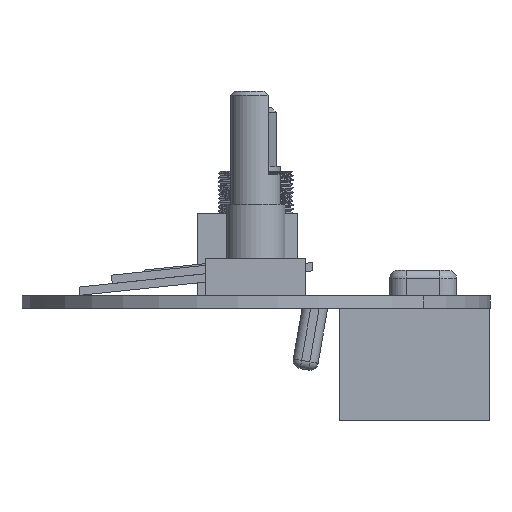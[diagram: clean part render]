
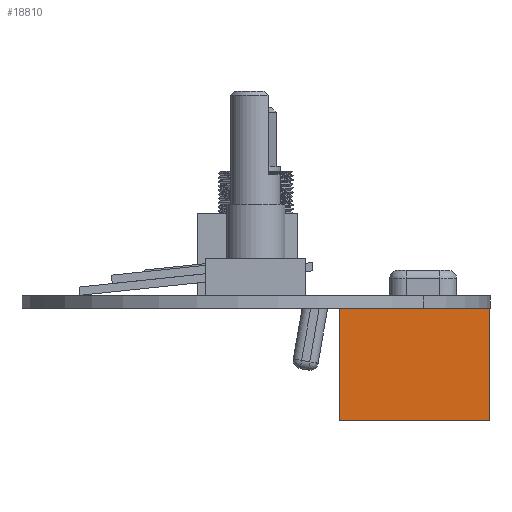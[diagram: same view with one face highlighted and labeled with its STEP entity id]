
A CAD part, left-side view. The second image highlights one B-rep face of the part: STEP entity #18810.
In plain terms, the highlighted planar face has unit normal (-1, 0, 0).
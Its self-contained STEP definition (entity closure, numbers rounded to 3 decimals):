
#2271=FACE_OUTER_BOUND('',#3462,.T.);
#3462=EDGE_LOOP('',(#12834,#12835,#12836,#12837));
#5032=LINE('',#28415,#6669);
#5033=LINE('',#28418,#6670);
#5039=LINE('',#28429,#6676);
#5040=LINE('',#28431,#6677);
#6669=VECTOR('',#22394,10.);
#6670=VECTOR('',#22397,10.);
#6676=VECTOR('',#22407,10.);
#6677=VECTOR('',#22410,10.);
#8291=VERTEX_POINT('',#28408);
#8294=VERTEX_POINT('',#28413);
#8295=VERTEX_POINT('',#28417);
#8298=VERTEX_POINT('',#28427);
#10092=EDGE_CURVE('',#8294,#8291,#5032,.T.);
#10093=EDGE_CURVE('',#8291,#8295,#5033,.T.);
#10099=EDGE_CURVE('',#8298,#8294,#5039,.T.);
#10100=EDGE_CURVE('',#8295,#8298,#5040,.T.);
#12834=ORIENTED_EDGE('',*,*,#10099,.F.);
#12835=ORIENTED_EDGE('',*,*,#10100,.F.);
#12836=ORIENTED_EDGE('',*,*,#10093,.F.);
#12837=ORIENTED_EDGE('',*,*,#10092,.F.);
#18151=PLANE('',#20153);
#18810=ADVANCED_FACE('',(#2271),#18151,.T.);
#20153=AXIS2_PLACEMENT_3D('',#28430,#22408,#22409);
#22394=DIRECTION('',(0.,-1.,0.));
#22397=DIRECTION('',(0.,0.,-1.));
#22407=DIRECTION('',(0.,0.,1.));
#22408=DIRECTION('center_axis',(-1.,0.,0.));
#22409=DIRECTION('ref_axis',(0.,1.,0.));
#22410=DIRECTION('',(0.,1.,0.));
#28408=CARTESIAN_POINT('',(52.,0.,14.348));
#28413=CARTESIAN_POINT('',(52.,18.,14.348));
#28415=CARTESIAN_POINT('',(52.,14.,14.348));
#28417=CARTESIAN_POINT('',(52.,0.,0.9));
#28418=CARTESIAN_POINT('',(52.,0.,14.3));
#28427=CARTESIAN_POINT('',(52.,18.,0.9));
#28429=CARTESIAN_POINT('',(52.,18.,14.3));
#28430=CARTESIAN_POINT('Origin',(52.,0.,14.3));
#28431=CARTESIAN_POINT('',(52.,3.,0.9));
